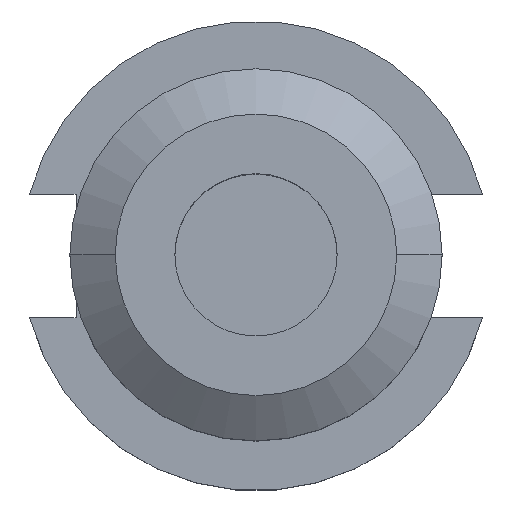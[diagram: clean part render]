
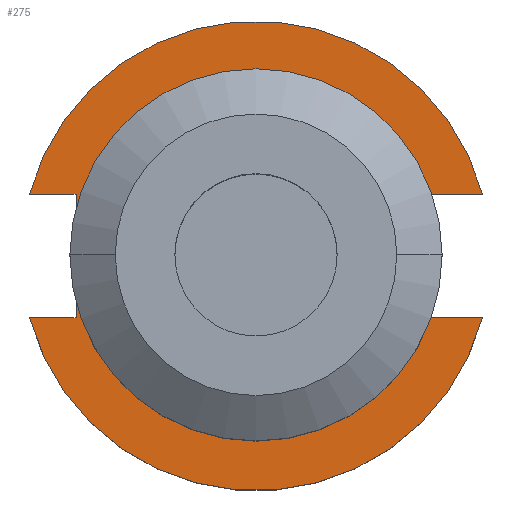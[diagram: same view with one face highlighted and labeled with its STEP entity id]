
A CAD part, top view. The second image highlights one B-rep face of the part: STEP entity #275.
In plain terms, the highlighted planar face has unit normal (0, 0, 1).
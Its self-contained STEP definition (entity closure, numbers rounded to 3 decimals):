
#3 = VERTEX_POINT ( 'NONE', #1443 ) ;
#29 = EDGE_LOOP ( 'NONE', ( #1337, #97, #1259, #1271, #1678, #1161, #1102, #1328, #753, #1037 ) ) ;
#34 = EDGE_CURVE ( 'NONE', #1693, #530, #1704, .T. ) ;
#42 = VECTOR ( 'NONE', #797, 1000. ) ;
#56 = DIRECTION ( 'NONE',  ( 0., 0., 1. ) ) ;
#97 = ORIENTED_EDGE ( 'NONE', *, *, #868, .T. ) ;
#135 = DIRECTION ( 'NONE',  ( 1., 0., 0. ) ) ;
#139 = CARTESIAN_POINT ( 'NONE',  ( 0., 0., 19.05 ) ) ;
#166 = CARTESIAN_POINT ( 'NONE',  ( -37.719, 12.954, 19.05 ) ) ;
#211 = DIRECTION ( 'NONE',  ( -1., 0., 0. ) ) ;
#240 = AXIS2_PLACEMENT_3D ( 'NONE', #139, #1907, #1915 ) ;
#275 = ADVANCED_FACE ( 'NONE', ( #1231 ), #873, .T. ) ;
#276 = VECTOR ( 'NONE', #1358, 1000. ) ;
#290 = DIRECTION ( 'NONE',  ( 1., 0., 0. ) ) ;
#292 = EDGE_CURVE ( 'NONE', #774, #516, #1183, .T. ) ;
#309 = EDGE_CURVE ( 'NONE', #1125, #516, #400, .T. ) ;
#400 = CIRCLE ( 'NONE', #434, 49.212 ) ;
#419 = CARTESIAN_POINT ( 'NONE',  ( 35.306, -5.455, 19.05 ) ) ;
#434 = AXIS2_PLACEMENT_3D ( 'NONE', #1157, #56, #1009 ) ;
#515 = CARTESIAN_POINT ( 'NONE',  ( 35.306, 12.954, 19.05 ) ) ;
#516 = VERTEX_POINT ( 'NONE', #1268 ) ;
#530 = VERTEX_POINT ( 'NONE', #1168 ) ;
#566 = VERTEX_POINT ( 'NONE', #419 ) ;
#648 = DIRECTION ( 'NONE',  ( 0., 1., 0. ) ) ;
#729 = AXIS2_PLACEMENT_3D ( 'NONE', #1843, #878, #1741 ) ;
#731 = EDGE_CURVE ( 'NONE', #1174, #1814, #811, .T. ) ;
#753 = ORIENTED_EDGE ( 'NONE', *, *, #309, .T. ) ;
#774 = VERTEX_POINT ( 'NONE', #1364 ) ;
#797 = DIRECTION ( 'NONE',  ( 0., -1., 0. ) ) ;
#805 = CARTESIAN_POINT ( 'NONE',  ( 35.306, 5.455, 19.05 ) ) ;
#811 = LINE ( 'NONE', #1318, #1591 ) ;
#813 = EDGE_CURVE ( 'NONE', #566, #774, #1500, .T. ) ;
#825 = VECTOR ( 'NONE', #290, 1000. ) ;
#848 = EDGE_CURVE ( 'NONE', #3, #1693, #1008, .T. ) ;
#868 = EDGE_CURVE ( 'NONE', #566, #1047, #1266, .T. ) ;
#873 = PLANE ( 'NONE',  #729 ) ;
#878 = DIRECTION ( 'NONE',  ( 0., 0., 1. ) ) ;
#918 = CARTESIAN_POINT ( 'NONE',  ( -37.719, 12.954, 19.05 ) ) ;
#969 = VECTOR ( 'NONE', #648, 1000. ) ;
#1004 = DIRECTION ( 'NONE',  ( 1., 0., 0. ) ) ;
#1008 = LINE ( 'NONE', #166, #969 ) ;
#1009 = DIRECTION ( 'NONE',  ( 1., 0., 0. ) ) ;
#1025 = DIRECTION ( 'NONE',  ( 0., 0., 1. ) ) ;
#1037 = ORIENTED_EDGE ( 'NONE', *, *, #292, .F. ) ;
#1047 = VERTEX_POINT ( 'NONE', #805 ) ;
#1057 = CARTESIAN_POINT ( 'NONE',  ( 35.306, 12.954, 19.05 ) ) ;
#1102 = ORIENTED_EDGE ( 'NONE', *, *, #848, .F. ) ;
#1125 = VERTEX_POINT ( 'NONE', #1458 ) ;
#1157 = CARTESIAN_POINT ( 'NONE',  ( 0., 0., 19.05 ) ) ;
#1161 = ORIENTED_EDGE ( 'NONE', *, *, #34, .F. ) ;
#1168 = CARTESIAN_POINT ( 'NONE',  ( -47.477, 12.954, 19.05 ) ) ;
#1174 = VERTEX_POINT ( 'NONE', #1811 ) ;
#1183 = LINE ( 'NONE', #1607, #1908 ) ;
#1211 = LINE ( 'NONE', #1757, #825 ) ;
#1231 = FACE_OUTER_BOUND ( 'NONE', #29, .T. ) ;
#1233 = AXIS2_PLACEMENT_3D ( 'NONE', #1899, #1025, #135 ) ;
#1258 = CIRCLE ( 'NONE', #1233, 49.212 ) ;
#1259 = ORIENTED_EDGE ( 'NONE', *, *, #1746, .F. ) ;
#1266 = CIRCLE ( 'NONE', #240, 35.725 ) ;
#1268 = CARTESIAN_POINT ( 'NONE',  ( 47.477, -12.954, 19.05 ) ) ;
#1271 = ORIENTED_EDGE ( 'NONE', *, *, #731, .F. ) ;
#1276 = CARTESIAN_POINT ( 'NONE',  ( -63.719, 12.954, 19.05 ) ) ;
#1317 = VECTOR ( 'NONE', #211, 1000. ) ;
#1318 = CARTESIAN_POINT ( 'NONE',  ( 35.306, 12.954, 19.05 ) ) ;
#1328 = ORIENTED_EDGE ( 'NONE', *, *, #1533, .F. ) ;
#1337 = ORIENTED_EDGE ( 'NONE', *, *, #813, .F. ) ;
#1358 = DIRECTION ( 'NONE',  ( 0., -1., 0. ) ) ;
#1364 = CARTESIAN_POINT ( 'NONE',  ( 35.306, -12.954, 19.05 ) ) ;
#1370 = CARTESIAN_POINT ( 'NONE',  ( 35.306, 12.954, 19.05 ) ) ;
#1443 = CARTESIAN_POINT ( 'NONE',  ( -37.719, -12.954, 19.05 ) ) ;
#1458 = CARTESIAN_POINT ( 'NONE',  ( -47.477, -12.954, 19.05 ) ) ;
#1500 = LINE ( 'NONE', #1057, #276 ) ;
#1516 = EDGE_CURVE ( 'NONE', #1174, #530, #1258, .T. ) ;
#1533 = EDGE_CURVE ( 'NONE', #1125, #3, #1211, .T. ) ;
#1585 = LINE ( 'NONE', #1370, #42 ) ;
#1591 = VECTOR ( 'NONE', #1797, 1000. ) ;
#1607 = CARTESIAN_POINT ( 'NONE',  ( 35.306, -12.954, 19.05 ) ) ;
#1678 = ORIENTED_EDGE ( 'NONE', *, *, #1516, .T. ) ;
#1693 = VERTEX_POINT ( 'NONE', #918 ) ;
#1704 = LINE ( 'NONE', #1276, #1317 ) ;
#1741 = DIRECTION ( 'NONE',  ( 1., 0., 0. ) ) ;
#1746 = EDGE_CURVE ( 'NONE', #1814, #1047, #1585, .T. ) ;
#1757 = CARTESIAN_POINT ( 'NONE',  ( -63.719, -12.954, 19.05 ) ) ;
#1797 = DIRECTION ( 'NONE',  ( -1., 0., 0. ) ) ;
#1811 = CARTESIAN_POINT ( 'NONE',  ( 47.477, 12.954, 19.05 ) ) ;
#1814 = VERTEX_POINT ( 'NONE', #515 ) ;
#1843 = CARTESIAN_POINT ( 'NONE',  ( 0., 49.212, 19.05 ) ) ;
#1899 = CARTESIAN_POINT ( 'NONE',  ( 0., 0., 19.05 ) ) ;
#1907 = DIRECTION ( 'NONE',  ( 0., 0., -1. ) ) ;
#1908 = VECTOR ( 'NONE', #1004, 1000. ) ;
#1915 = DIRECTION ( 'NONE',  ( 1., 0., 0. ) ) ;
